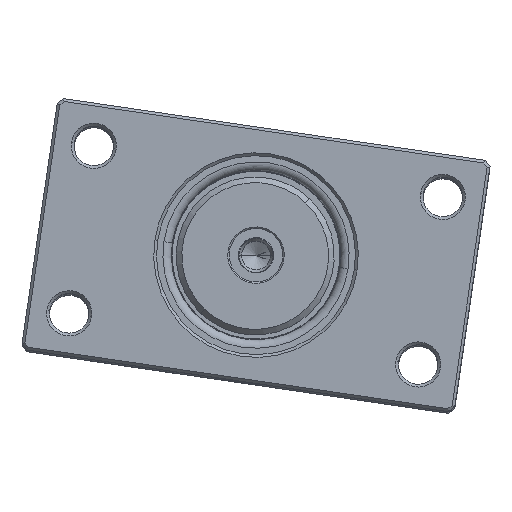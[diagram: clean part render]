
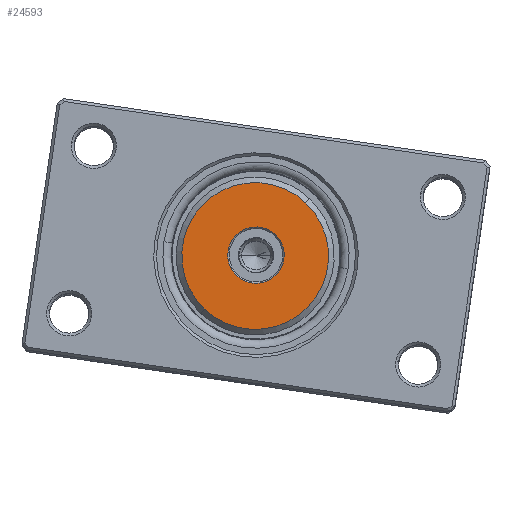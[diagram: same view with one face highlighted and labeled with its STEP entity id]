
A CAD part, top view. The second image highlights one B-rep face of the part: STEP entity #24593.
In plain terms, the highlighted face is planar.
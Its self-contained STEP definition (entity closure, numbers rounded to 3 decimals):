
#384 = ORIENTED_EDGE ( 'NONE', *, *, #40978, .T. ) ;
#1697 = FACE_BOUND ( 'NONE', #52015, .T. ) ;
#2252 = ORIENTED_EDGE ( 'NONE', *, *, #29866, .T. ) ;
#3092 = EDGE_CURVE ( 'NONE', #47491, #65722, #18141, .T. ) ;
#6489 = CARTESIAN_POINT ( 'NONE',  ( 0., 50., 0.424 ) ) ;
#6923 = DIRECTION ( 'NONE',  ( 0., 0., 1. ) ) ;
#11117 = AXIS2_PLACEMENT_3D ( 'NONE', #61743, #30683, #66988 ) ;
#11601 = DIRECTION ( 'NONE',  ( 0., 1., 0. ) ) ;
#12341 = EDGE_LOOP ( 'NONE', ( #61753, #384 ) ) ;
#12981 = CARTESIAN_POINT ( 'NONE',  ( 0., 50., 10. ) ) ;
#15566 = FACE_OUTER_BOUND ( 'NONE', #12341, .T. ) ;
#18141 = CIRCLE ( 'NONE', #11117, 26. ) ;
#19094 = DIRECTION ( 'NONE',  ( 0., -1., 0. ) ) ;
#21811 = DIRECTION ( 'NONE',  ( 0., -1., 0. ) ) ;
#22843 = AXIS2_PLACEMENT_3D ( 'NONE', #42728, #11601, #47925 ) ;
#24593 = ADVANCED_FACE ( 'NONE', ( #1697, #15566 ), #48058, .T. ) ;
#25070 = CIRCLE ( 'NONE', #37455, 10. ) ;
#25421 = AXIS2_PLACEMENT_3D ( 'NONE', #6489, #38081, #6923 ) ;
#28508 = VERTEX_POINT ( 'NONE', #12981 ) ;
#29866 = EDGE_CURVE ( 'NONE', #28508, #48024, #25070, .T. ) ;
#30683 = DIRECTION ( 'NONE',  ( 0., 1., 0. ) ) ;
#31337 = CARTESIAN_POINT ( 'NONE',  ( 0., 50., -10. ) ) ;
#37455 = AXIS2_PLACEMENT_3D ( 'NONE', #50199, #19094, #55414 ) ;
#38081 = DIRECTION ( 'NONE',  ( 0., 1., 0. ) ) ;
#40978 = EDGE_CURVE ( 'NONE', #65722, #47491, #65766, .T. ) ;
#41656 = CARTESIAN_POINT ( 'NONE',  ( 0., 50., 26.424 ) ) ;
#42728 = CARTESIAN_POINT ( 'NONE',  ( 0., 50., 0.424 ) ) ;
#43151 = CARTESIAN_POINT ( 'NONE',  ( 0., 50., -25.576 ) ) ;
#47491 = VERTEX_POINT ( 'NONE', #43151 ) ;
#47925 = DIRECTION ( 'NONE',  ( 0., 0., 1. ) ) ;
#48024 = VERTEX_POINT ( 'NONE', #31337 ) ;
#48058 = PLANE ( 'NONE',  #25421 ) ;
#50199 = CARTESIAN_POINT ( 'NONE',  ( 0., 50., 0. ) ) ;
#52015 = EDGE_LOOP ( 'NONE', ( #2252, #55283 ) ) ;
#52909 = CARTESIAN_POINT ( 'NONE',  ( 0., 50., 0. ) ) ;
#54519 = CIRCLE ( 'NONE', #56080, 10. ) ;
#55283 = ORIENTED_EDGE ( 'NONE', *, *, #56052, .T. ) ;
#55414 = DIRECTION ( 'NONE',  ( 0., 0., 1. ) ) ;
#56052 = EDGE_CURVE ( 'NONE', #48024, #28508, #54519, .T. ) ;
#56080 = AXIS2_PLACEMENT_3D ( 'NONE', #52909, #21811, #58098 ) ;
#58098 = DIRECTION ( 'NONE',  ( 0., 0., 1. ) ) ;
#61743 = CARTESIAN_POINT ( 'NONE',  ( 0., 50., 0.424 ) ) ;
#61753 = ORIENTED_EDGE ( 'NONE', *, *, #3092, .T. ) ;
#65722 = VERTEX_POINT ( 'NONE', #41656 ) ;
#65766 = CIRCLE ( 'NONE', #22843, 26. ) ;
#66988 = DIRECTION ( 'NONE',  ( 0., 0., 1. ) ) ;
